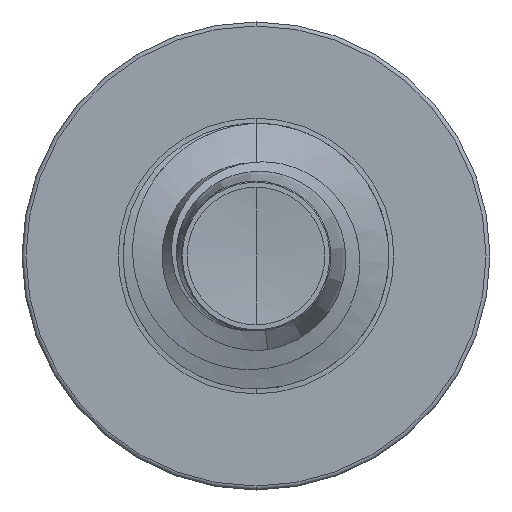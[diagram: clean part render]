
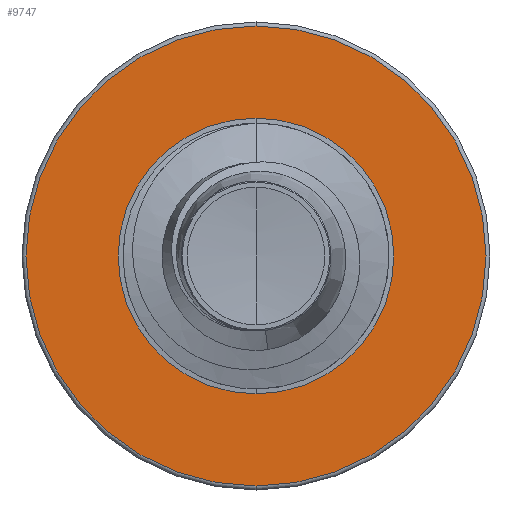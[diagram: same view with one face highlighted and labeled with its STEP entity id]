
A CAD part, front view. The second image highlights one B-rep face of the part: STEP entity #9747.
In plain terms, the highlighted planar face has unit normal (0, -1, 0).
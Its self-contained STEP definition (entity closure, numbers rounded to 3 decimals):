
#1359 = CIRCLE ( 'NONE', #2980, 2.162 ) ;
#1445 = DIRECTION ( 'NONE',  ( 0., 0., 1. ) ) ;
#1446 = DIRECTION ( 'NONE',  ( 0., 1., 0. ) ) ;
#1516 = CARTESIAN_POINT ( 'NONE',  ( 0., 2.5, -1.296 ) ) ;
#1629 = PLANE ( 'NONE',  #2225 ) ;
#1854 = CARTESIAN_POINT ( 'NONE',  ( 0., 2.5, 2.163 ) ) ;
#2100 = CARTESIAN_POINT ( 'NONE',  ( 0., 2.5, 1.296 ) ) ;
#2140 = VERTEX_POINT ( 'NONE', #2100 ) ;
#2225 = AXIS2_PLACEMENT_3D ( 'NONE', #1516, #1446, #1445 ) ;
#2261 = CARTESIAN_POINT ( 'NONE',  ( 0., 2.5, -2.162 ) ) ;
#2355 = EDGE_LOOP ( 'NONE', ( #10744, #8149 ) ) ;
#2834 = AXIS2_PLACEMENT_3D ( 'NONE', #9450, #9441, #9433 ) ;
#2980 = AXIS2_PLACEMENT_3D ( 'NONE', #10282, #10275, #10263 ) ;
#3139 = FACE_OUTER_BOUND ( 'NONE', #2355, .T. ) ;
#4200 = ORIENTED_EDGE ( 'NONE', *, *, #9253, .T. ) ;
#4482 = AXIS2_PLACEMENT_3D ( 'NONE', #8530, #8517, #8513 ) ;
#5781 = VERTEX_POINT ( 'NONE', #2261 ) ;
#5857 = VERTEX_POINT ( 'NONE', #1854 ) ;
#5960 = CARTESIAN_POINT ( 'NONE',  ( 0., 2.5, -1.296 ) ) ;
#6404 = ORIENTED_EDGE ( 'NONE', *, *, #8661, .T. ) ;
#7179 = AXIS2_PLACEMENT_3D ( 'NONE', #10239, #10231, #10229 ) ;
#7610 = EDGE_LOOP ( 'NONE', ( #6404, #4200 ) ) ;
#8149 = ORIENTED_EDGE ( 'NONE', *, *, #9241, .F. ) ;
#8209 = CIRCLE ( 'NONE', #2834, 2.162 ) ;
#8513 = DIRECTION ( 'NONE',  ( 0., 0., 1. ) ) ;
#8517 = DIRECTION ( 'NONE',  ( 0., 1., 0. ) ) ;
#8530 = CARTESIAN_POINT ( 'NONE',  ( 0., 2.5, 0. ) ) ;
#8661 = EDGE_CURVE ( 'NONE', #2140, #9123, #9203, .T. ) ;
#9123 = VERTEX_POINT ( 'NONE', #5960 ) ;
#9203 = CIRCLE ( 'NONE', #4482, 1.296 ) ;
#9241 = EDGE_CURVE ( 'NONE', #5781, #5857, #1359, .T. ) ;
#9253 = EDGE_CURVE ( 'NONE', #9123, #2140, #10108, .T. ) ;
#9345 = EDGE_CURVE ( 'NONE', #5857, #5781, #8209, .T. ) ;
#9433 = DIRECTION ( 'NONE',  ( 0., 0., 1. ) ) ;
#9441 = DIRECTION ( 'NONE',  ( 0., 1., 0. ) ) ;
#9450 = CARTESIAN_POINT ( 'NONE',  ( 0., 2.5, 0. ) ) ;
#9465 = FACE_BOUND ( 'NONE', #7610, .T. ) ;
#9747 = ADVANCED_FACE ( 'NONE', ( #3139, #9465 ), #1629, .F. ) ;
#10108 = CIRCLE ( 'NONE', #7179, 1.296 ) ;
#10229 = DIRECTION ( 'NONE',  ( 0., 0., 1. ) ) ;
#10231 = DIRECTION ( 'NONE',  ( 0., 1., 0. ) ) ;
#10239 = CARTESIAN_POINT ( 'NONE',  ( 0., 2.5, 0. ) ) ;
#10263 = DIRECTION ( 'NONE',  ( 0., 0., 1. ) ) ;
#10275 = DIRECTION ( 'NONE',  ( 0., 1., 0. ) ) ;
#10282 = CARTESIAN_POINT ( 'NONE',  ( 0., 2.5, 0. ) ) ;
#10744 = ORIENTED_EDGE ( 'NONE', *, *, #9345, .F. ) ;
